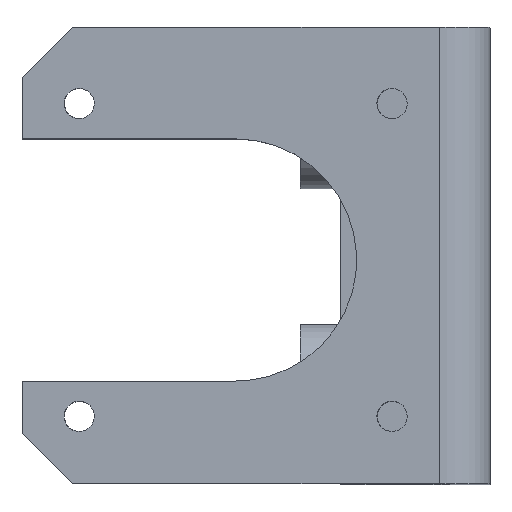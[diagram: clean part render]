
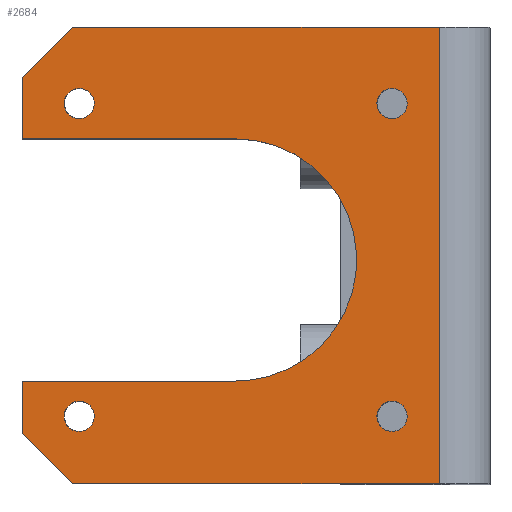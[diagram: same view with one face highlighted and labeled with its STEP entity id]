
A CAD part, top view. The second image highlights one B-rep face of the part: STEP entity #2684.
In plain terms, the highlighted planar face has unit normal (-0.004, 0, 1).
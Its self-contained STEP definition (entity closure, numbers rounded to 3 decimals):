
#27=ELLIPSE('',#2871,1.5,1.5);
#28=ELLIPSE('',#2872,1.5,1.5);
#29=ELLIPSE('',#2873,1.5,1.5);
#30=ELLIPSE('',#2874,1.5,1.5);
#43=FACE_BOUND('',#376,.T.);
#44=FACE_BOUND('',#377,.T.);
#45=FACE_BOUND('',#378,.T.);
#46=FACE_BOUND('',#379,.T.);
#67=PLANE('',#2870);
#215=FACE_OUTER_BOUND('',#375,.T.);
#375=EDGE_LOOP('',(#2314,#2315,#2316,#2317,#2318,#2319,#2320,#2321,#2322,
#2323));
#376=EDGE_LOOP('',(#2324));
#377=EDGE_LOOP('',(#2325));
#378=EDGE_LOOP('',(#2326));
#379=EDGE_LOOP('',(#2327));
#671=B_SPLINE_CURVE_WITH_KNOTS('',3,(#10670,#10671,#10672,#10673,#10674,
#10675,#10676,#10677,#10678,#10679,#10680,#10681,#10682,#10683,#10684,#10685),
 .UNSPECIFIED.,.F.,.F.,(4,3,3,3,3,4),(0.,0.264,
0.983,1.703,2.425,3.142),
 .UNSPECIFIED.);
#756=LINE('',#10580,#904);
#762=LINE('',#10594,#910);
#772=LINE('',#10619,#920);
#782=LINE('',#10663,#930);
#783=LINE('',#10666,#931);
#784=LINE('',#10668,#932);
#785=LINE('',#10687,#933);
#786=LINE('',#10689,#934);
#787=LINE('',#10690,#935);
#904=VECTOR('',#3254,10.);
#910=VECTOR('',#3264,10.);
#920=VECTOR('',#3288,10.);
#930=VECTOR('',#3310,10.);
#931=VECTOR('',#3313,10.);
#932=VECTOR('',#3314,10.);
#933=VECTOR('',#3315,10.);
#934=VECTOR('',#3316,10.);
#935=VECTOR('',#3317,10.);
#1177=VERTEX_POINT('',#10577);
#1178=VERTEX_POINT('',#10579);
#1184=VERTEX_POINT('',#10593);
#1192=VERTEX_POINT('',#10618);
#1204=VERTEX_POINT('',#10661);
#1205=VERTEX_POINT('',#10665);
#1206=VERTEX_POINT('',#10667);
#1207=VERTEX_POINT('',#10669);
#1208=VERTEX_POINT('',#10686);
#1209=VERTEX_POINT('',#10688);
#1210=VERTEX_POINT('',#10691);
#1211=VERTEX_POINT('',#10693);
#1212=VERTEX_POINT('',#10695);
#1213=VERTEX_POINT('',#10697);
#1552=EDGE_CURVE('',#1177,#1178,#756,.T.);
#1559=EDGE_CURVE('',#1178,#1184,#762,.T.);
#1570=EDGE_CURVE('',#1192,#1184,#772,.T.);
#1585=EDGE_CURVE('',#1177,#1204,#782,.T.);
#1586=EDGE_CURVE('',#1204,#1205,#783,.T.);
#1587=EDGE_CURVE('',#1205,#1206,#784,.T.);
#1588=EDGE_CURVE('',#1206,#1207,#671,.T.);
#1589=EDGE_CURVE('',#1207,#1208,#785,.T.);
#1590=EDGE_CURVE('',#1208,#1209,#786,.T.);
#1591=EDGE_CURVE('',#1209,#1192,#787,.T.);
#1592=EDGE_CURVE('',#1210,#1210,#27,.T.);
#1593=EDGE_CURVE('',#1211,#1211,#28,.T.);
#1594=EDGE_CURVE('',#1212,#1212,#29,.T.);
#1595=EDGE_CURVE('',#1213,#1213,#30,.T.);
#2314=ORIENTED_EDGE('',*,*,#1559,.F.);
#2315=ORIENTED_EDGE('',*,*,#1552,.F.);
#2316=ORIENTED_EDGE('',*,*,#1585,.T.);
#2317=ORIENTED_EDGE('',*,*,#1586,.T.);
#2318=ORIENTED_EDGE('',*,*,#1587,.T.);
#2319=ORIENTED_EDGE('',*,*,#1588,.T.);
#2320=ORIENTED_EDGE('',*,*,#1589,.T.);
#2321=ORIENTED_EDGE('',*,*,#1590,.T.);
#2322=ORIENTED_EDGE('',*,*,#1591,.T.);
#2323=ORIENTED_EDGE('',*,*,#1570,.T.);
#2324=ORIENTED_EDGE('',*,*,#1592,.T.);
#2325=ORIENTED_EDGE('',*,*,#1593,.T.);
#2326=ORIENTED_EDGE('',*,*,#1594,.T.);
#2327=ORIENTED_EDGE('',*,*,#1595,.T.);
#2684=ADVANCED_FACE('',(#215,#43,#44,#45,#46),#67,.T.);
#2870=AXIS2_PLACEMENT_3D('',#10664,#3311,#3312);
#2871=AXIS2_PLACEMENT_3D('',#10692,#3318,#3319);
#2872=AXIS2_PLACEMENT_3D('',#10694,#3320,#3321);
#2873=AXIS2_PLACEMENT_3D('',#10696,#3322,#3323);
#2874=AXIS2_PLACEMENT_3D('',#10698,#3324,#3325);
#3254=DIRECTION('',(1.,0.,0.004));
#3264=DIRECTION('',(0.,-1.,0.));
#3288=DIRECTION('',(1.,0.,0.004));
#3310=DIRECTION('',(-0.707,-0.707,-0.003));
#3311=DIRECTION('center_axis',(-0.004,0.,
1.));
#3312=DIRECTION('ref_axis',(1.,0.,0.004));
#3313=DIRECTION('',(0.,-1.,0.));
#3314=DIRECTION('',(1.,0.,0.004));
#3315=DIRECTION('',(-1.,0.,-0.004));
#3316=DIRECTION('',(0.,-1.,0.));
#3317=DIRECTION('',(0.707,-0.707,0.003));
#3318=DIRECTION('center_axis',(0.004,0.,
-1.));
#3319=DIRECTION('ref_axis',(0.,1.,0.));
#3320=DIRECTION('center_axis',(0.004,0.,
-1.));
#3321=DIRECTION('ref_axis',(0.,1.,0.));
#3322=DIRECTION('center_axis',(0.004,0.,
-1.));
#3323=DIRECTION('ref_axis',(0.,1.,0.));
#3324=DIRECTION('center_axis',(0.004,0.,
-1.));
#3325=DIRECTION('ref_axis',(0.,1.,0.));
#10577=CARTESIAN_POINT('',(-180.938,355.,-100.159));
#10579=CARTESIAN_POINT('',(-144.587,355.,-100.004));
#10580=CARTESIAN_POINT('',(-139.591,355.,-99.983));
#10593=CARTESIAN_POINT('',(-144.587,309.75,-100.004));
#10594=CARTESIAN_POINT('',(-144.587,343.688,-100.004));
#10618=CARTESIAN_POINT('',(-180.938,309.75,-100.159));
#10619=CARTESIAN_POINT('',(-143.604,309.75,-100.));
#10661=CARTESIAN_POINT('',(-185.938,350.,-100.18));
#10663=CARTESIAN_POINT('',(-180.938,355.,-100.159));
#10664=CARTESIAN_POINT('Origin',(-162.771,332.375,-100.082));
#10665=CARTESIAN_POINT('',(-185.938,343.916,-100.18));
#10666=CARTESIAN_POINT('',(-185.938,314.75,-100.18));
#10667=CARTESIAN_POINT('',(-164.775,343.916,-100.09));
#10668=CARTESIAN_POINT('',(-164.775,343.916,-100.09));
#10669=CARTESIAN_POINT('',(-164.775,319.924,-100.09));
#10670=CARTESIAN_POINT('Ctrl Pts',(-164.775,343.916,-100.09));
#10671=CARTESIAN_POINT('Ctrl Pts',(-163.718,343.918,-100.086));
#10672=CARTESIAN_POINT('Ctrl Pts',(-162.661,343.783,-100.081));
#10673=CARTESIAN_POINT('Ctrl Pts',(-161.641,343.507,-100.077));
#10674=CARTESIAN_POINT('Ctrl Pts',(-158.867,342.757,-100.065));
#10675=CARTESIAN_POINT('Ctrl Pts',(-156.386,340.972,-100.054));
#10676=CARTESIAN_POINT('Ctrl Pts',(-154.792,338.582,-100.048));
#10677=CARTESIAN_POINT('Ctrl Pts',(-153.193,336.185,-100.041));
#10678=CARTESIAN_POINT('Ctrl Pts',(-152.5,333.199,-100.038));
#10679=CARTESIAN_POINT('Ctrl Pts',(-152.88,330.344,-100.04));
#10680=CARTESIAN_POINT('Ctrl Pts',(-153.26,327.479,-100.041));
#10681=CARTESIAN_POINT('Ctrl Pts',(-154.716,324.771,-100.047));
#10682=CARTESIAN_POINT('Ctrl Pts',(-156.895,322.873,-100.057));
#10683=CARTESIAN_POINT('Ctrl Pts',(-159.056,320.992,-100.066));
#10684=CARTESIAN_POINT('Ctrl Pts',(-161.909,319.924,-100.078));
#10685=CARTESIAN_POINT('Ctrl Pts',(-164.775,319.924,-100.09));
#10686=CARTESIAN_POINT('',(-185.938,319.924,-100.18));
#10687=CARTESIAN_POINT('',(-164.775,319.924,-100.09));
#10688=CARTESIAN_POINT('',(-185.938,314.75,-100.18));
#10689=CARTESIAN_POINT('',(-185.938,314.75,-100.18));
#10690=CARTESIAN_POINT('',(-185.938,314.75,-100.18));
#10691=CARTESIAN_POINT('',(-180.275,345.923,-100.156));
#10692=CARTESIAN_POINT('Origin',(-180.275,347.423,-100.156));
#10693=CARTESIAN_POINT('',(-180.275,314.923,-100.156));
#10694=CARTESIAN_POINT('Origin',(-180.275,316.423,-100.156));
#10695=CARTESIAN_POINT('',(-149.275,314.923,-100.024));
#10696=CARTESIAN_POINT('Origin',(-149.275,316.423,-100.024));
#10697=CARTESIAN_POINT('',(-149.275,345.923,-100.024));
#10698=CARTESIAN_POINT('Origin',(-149.275,347.423,-100.024));
